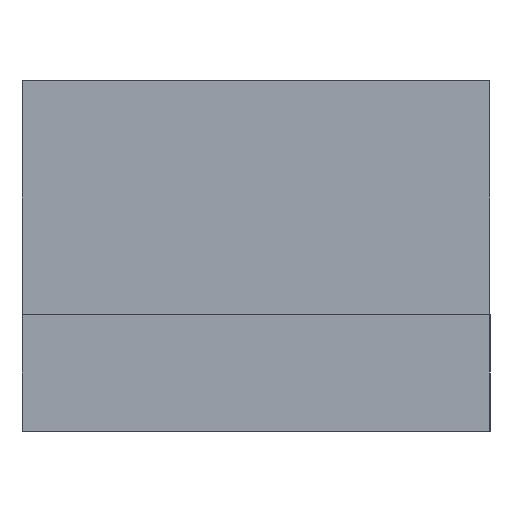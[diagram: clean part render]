
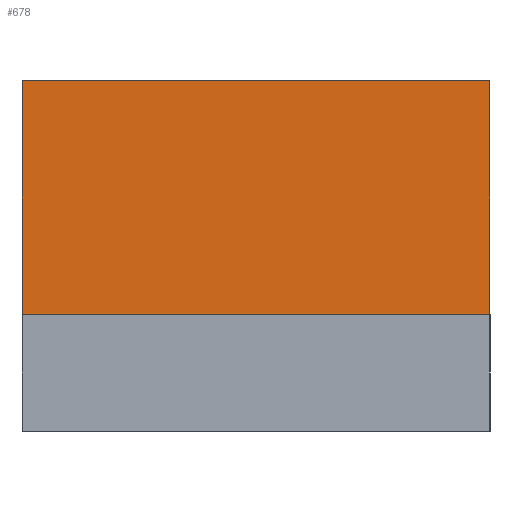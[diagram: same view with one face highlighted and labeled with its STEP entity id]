
A CAD part, left-side view. The second image highlights one B-rep face of the part: STEP entity #678.
In plain terms, the highlighted planar face has unit normal (-1, 0, 0).
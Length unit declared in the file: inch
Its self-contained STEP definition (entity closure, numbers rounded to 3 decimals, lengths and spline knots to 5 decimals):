
#15 = CARTESIAN_POINT ( 'NONE',  ( 1.77165, 1.5748, 0. ) ) ;
#64 = DIRECTION ( 'NONE',  ( 0., 0., 1. ) ) ;
#75 = CARTESIAN_POINT ( 'NONE',  ( 1.77165, 0., 0.3937 ) ) ;
#146 = VERTEX_POINT ( 'NONE', #1286 ) ;
#248 = ORIENTED_EDGE ( 'NONE', *, *, #611, .F. ) ;
#259 = ORIENTED_EDGE ( 'NONE', *, *, #1428, .F. ) ;
#306 = DIRECTION ( 'NONE',  ( 0., -1., 0. ) ) ;
#427 = EDGE_CURVE ( 'NONE', #586, #1645, #1762, .T. ) ;
#480 = CARTESIAN_POINT ( 'NONE',  ( 1.77165, 0., 1.1811 ) ) ;
#586 = VERTEX_POINT ( 'NONE', #2074 ) ;
#611 = EDGE_CURVE ( 'NONE', #1645, #1458, #1211, .T. ) ;
#678 = ADVANCED_FACE ( 'NONE', ( #1090 ), #1929, .T. ) ;
#688 = CARTESIAN_POINT ( 'NONE',  ( 1.77165, 1.5748, 0.3937 ) ) ;
#747 = CARTESIAN_POINT ( 'NONE',  ( 1.77165, 0., 0. ) ) ;
#899 = ORIENTED_EDGE ( 'NONE', *, *, #1704, .F. ) ;
#988 = ORIENTED_EDGE ( 'NONE', *, *, #427, .F. ) ;
#1035 = VECTOR ( 'NONE', #1426, 39.37008 ) ;
#1038 = DIRECTION ( 'NONE',  ( 0., 0., 1. ) ) ;
#1090 = FACE_OUTER_BOUND ( 'NONE', #1448, .T. ) ;
#1211 = LINE ( 'NONE', #1376, #1865 ) ;
#1234 = DIRECTION ( 'NONE',  ( -1., 0., 0. ) ) ;
#1286 = CARTESIAN_POINT ( 'NONE',  ( 1.77165, 1.5748, 1.1811 ) ) ;
#1321 = AXIS2_PLACEMENT_3D ( 'NONE', #75, #1234, #64 ) ;
#1376 = CARTESIAN_POINT ( 'NONE',  ( 1.77165, 0.7874, 0.3937 ) ) ;
#1426 = DIRECTION ( 'NONE',  ( 0., 0., -1. ) ) ;
#1428 = EDGE_CURVE ( 'NONE', #1458, #146, #1571, .T. ) ;
#1443 = VECTOR ( 'NONE', #1038, 39.37008 ) ;
#1448 = EDGE_LOOP ( 'NONE', ( #899, #259, #248, #988 ) ) ;
#1458 = VERTEX_POINT ( 'NONE', #688 ) ;
#1571 = LINE ( 'NONE', #15, #1443 ) ;
#1645 = VERTEX_POINT ( 'NONE', #2103 ) ;
#1704 = EDGE_CURVE ( 'NONE', #146, #586, #1841, .T. ) ;
#1762 = LINE ( 'NONE', #747, #1035 ) ;
#1841 = LINE ( 'NONE', #480, #2019 ) ;
#1865 = VECTOR ( 'NONE', #2064, 39.37008 ) ;
#1929 = PLANE ( 'NONE',  #1321 ) ;
#2019 = VECTOR ( 'NONE', #306, 39.37008 ) ;
#2064 = DIRECTION ( 'NONE',  ( 0., 1., 0. ) ) ;
#2074 = CARTESIAN_POINT ( 'NONE',  ( 1.77165, 0., 1.1811 ) ) ;
#2103 = CARTESIAN_POINT ( 'NONE',  ( 1.77165, 0., 0.3937 ) ) ;
